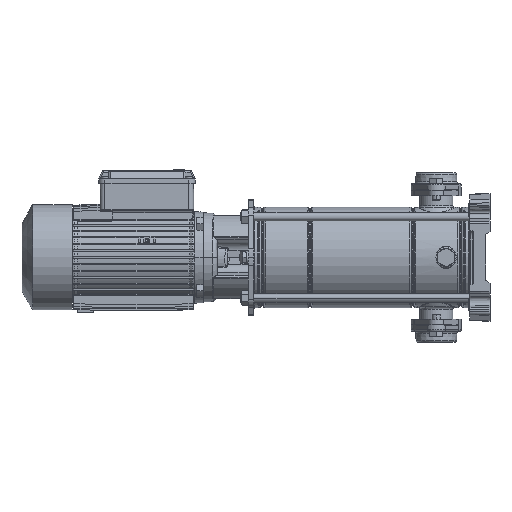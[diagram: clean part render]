
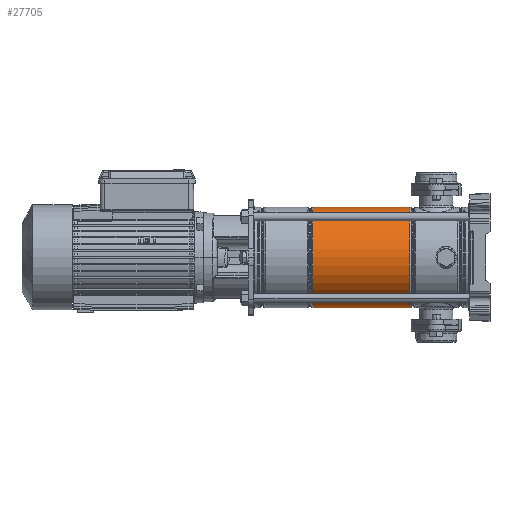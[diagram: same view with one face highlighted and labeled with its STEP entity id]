
A CAD part, left-side view. The second image highlights one B-rep face of the part: STEP entity #27705.
In plain terms, the highlighted cylindrical face has radius 74.9 mm (diameter 149.8 mm), a partial arc.
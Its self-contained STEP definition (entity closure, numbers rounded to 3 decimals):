
#468 = LINE ( 'NONE', #51206, #7926 ) ;
#1929 = VECTOR ( 'NONE', #51082, 1000. ) ;
#6686 = VERTEX_POINT ( 'NONE', #59164 ) ;
#7926 = VECTOR ( 'NONE', #26210, 1000. ) ;
#11174 = VERTEX_POINT ( 'NONE', #65006 ) ;
#11663 = VERTEX_POINT ( 'NONE', #26078 ) ;
#12675 = CARTESIAN_POINT ( 'NONE',  ( 0., 0., 231.221 ) ) ;
#13400 = EDGE_CURVE ( 'NONE', #11663, #6686, #13986, .T. ) ;
#13986 = CIRCLE ( 'NONE', #18182, 74.9 ) ;
#15283 = EDGE_LOOP ( 'NONE', ( #19193, #30022, #18643, #56136 ) ) ;
#16141 = LINE ( 'NONE', #31024, #1929 ) ;
#17950 = DIRECTION ( 'NONE',  ( 0., 0., -1. ) ) ;
#18182 = AXIS2_PLACEMENT_3D ( 'NONE', #18468, #38565, #28709 ) ;
#18468 = CARTESIAN_POINT ( 'NONE',  ( 0., 0., 86.779 ) ) ;
#18643 = ORIENTED_EDGE ( 'NONE', *, *, #13400, .T. ) ;
#19193 = ORIENTED_EDGE ( 'NONE', *, *, #45713, .T. ) ;
#26078 = CARTESIAN_POINT ( 'NONE',  ( 74.9, 0., 86.779 ) ) ;
#26210 = DIRECTION ( 'NONE',  ( 0., 0., -1. ) ) ;
#27705 = ADVANCED_FACE ( 'NONE', ( #35962 ), #55375, .T. ) ;
#27778 = EDGE_CURVE ( 'NONE', #46647, #6686, #16141, .T. ) ;
#28709 = DIRECTION ( 'NONE',  ( 1., 0., 0. ) ) ;
#29674 = CIRCLE ( 'NONE', #56967, 74.9 ) ;
#30022 = ORIENTED_EDGE ( 'NONE', *, *, #41619, .T. ) ;
#30697 = CARTESIAN_POINT ( 'NONE',  ( 0., 0., 0. ) ) ;
#31024 = CARTESIAN_POINT ( 'NONE',  ( -74.9, 0., 0. ) ) ;
#31429 = AXIS2_PLACEMENT_3D ( 'NONE', #30697, #56334, #41199 ) ;
#35962 = FACE_OUTER_BOUND ( 'NONE', #15283, .T. ) ;
#38068 = DIRECTION ( 'NONE',  ( 1., 0., 0. ) ) ;
#38565 = DIRECTION ( 'NONE',  ( 0., 0., 1. ) ) ;
#41199 = DIRECTION ( 'NONE',  ( -1., 0., 0. ) ) ;
#41619 = EDGE_CURVE ( 'NONE', #11174, #11663, #468, .T. ) ;
#45713 = EDGE_CURVE ( 'NONE', #46647, #11174, #29674, .T. ) ;
#46647 = VERTEX_POINT ( 'NONE', #59628 ) ;
#51082 = DIRECTION ( 'NONE',  ( 0., 0., -1. ) ) ;
#51206 = CARTESIAN_POINT ( 'NONE',  ( 74.9, 0., 0. ) ) ;
#55375 = CYLINDRICAL_SURFACE ( 'NONE', #31429, 74.9 ) ;
#56136 = ORIENTED_EDGE ( 'NONE', *, *, #27778, .F. ) ;
#56334 = DIRECTION ( 'NONE',  ( 0., 0., -1. ) ) ;
#56967 = AXIS2_PLACEMENT_3D ( 'NONE', #12675, #17950, #38068 ) ;
#59164 = CARTESIAN_POINT ( 'NONE',  ( -74.9, 0., 86.779 ) ) ;
#59628 = CARTESIAN_POINT ( 'NONE',  ( -74.9, 0., 231.221 ) ) ;
#65006 = CARTESIAN_POINT ( 'NONE',  ( 74.9, 0., 231.221 ) ) ;
